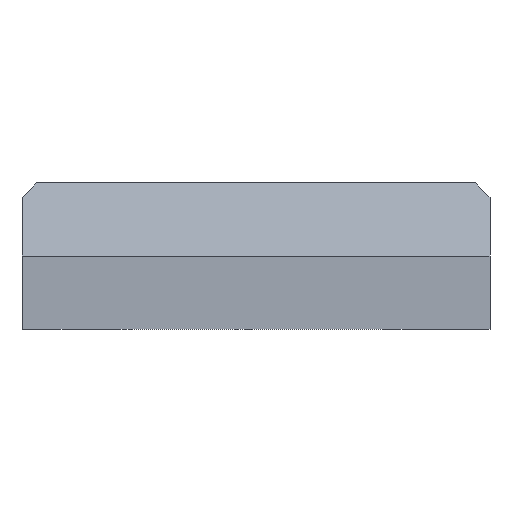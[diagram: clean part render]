
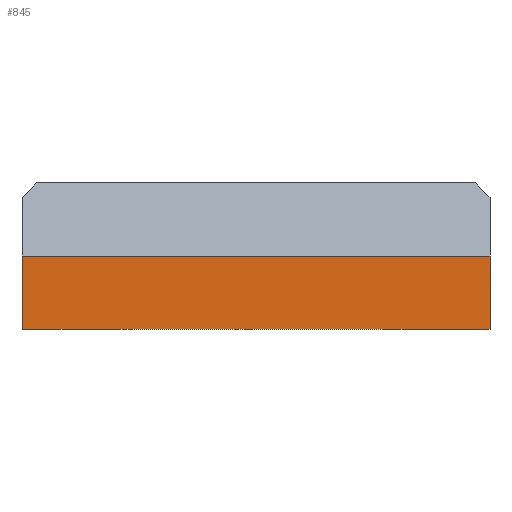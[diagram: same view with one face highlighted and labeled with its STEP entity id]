
A CAD part, front view. The second image highlights one B-rep face of the part: STEP entity #845.
In plain terms, the highlighted planar face has unit normal (0, -1, 0).
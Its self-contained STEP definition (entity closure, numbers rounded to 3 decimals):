
#1 = CARTESIAN_POINT ( 'NONE',  ( 16., -60., 0. ) ) ;
#13 = VERTEX_POINT ( 'NONE', #1 ) ;
#136 = CARTESIAN_POINT ( 'NONE',  ( 16., -60., 10. ) ) ;
#199 = ORIENTED_EDGE ( 'NONE', *, *, #1201, .T. ) ;
#232 = DIRECTION ( 'NONE',  ( 0., 1., 0. ) ) ;
#233 = DIRECTION ( 'NONE',  ( 0., 0., -1. ) ) ;
#237 = LINE ( 'NONE', #903, #627 ) ;
#280 = EDGE_CURVE ( 'NONE', #983, #985, #588, .T. ) ;
#297 = CARTESIAN_POINT ( 'NONE',  ( -16., -60., 5. ) ) ;
#327 = PLANE ( 'NONE',  #935 ) ;
#406 = DIRECTION ( 'NONE',  ( 1., 0., 0. ) ) ;
#429 = EDGE_CURVE ( 'NONE', #983, #1080, #1117, .T. ) ;
#473 = CARTESIAN_POINT ( 'NONE',  ( -16., -60., 0. ) ) ;
#502 = VECTOR ( 'NONE', #233, 1000. ) ;
#503 = DIRECTION ( 'NONE',  ( 1., 0., 0. ) ) ;
#537 = CARTESIAN_POINT ( 'NONE',  ( -16., -60., 5. ) ) ;
#564 = VECTOR ( 'NONE', #706, 1000. ) ;
#585 = ORIENTED_EDGE ( 'NONE', *, *, #280, .F. ) ;
#588 = LINE ( 'NONE', #297, #1089 ) ;
#627 = VECTOR ( 'NONE', #406, 1000. ) ;
#703 = EDGE_CURVE ( 'NONE', #985, #13, #1208, .T. ) ;
#705 = ORIENTED_EDGE ( 'NONE', *, *, #703, .F. ) ;
#706 = DIRECTION ( 'NONE',  ( 0., 0., -1. ) ) ;
#822 = FACE_OUTER_BOUND ( 'NONE', #1069, .T. ) ;
#827 = CARTESIAN_POINT ( 'NONE',  ( -16., -60., 10. ) ) ;
#845 = ADVANCED_FACE ( 'NONE', ( #822 ), #327, .F. ) ;
#903 = CARTESIAN_POINT ( 'NONE',  ( -16., -60., 0. ) ) ;
#933 = CARTESIAN_POINT ( 'NONE',  ( 16., -60., 5. ) ) ;
#935 = AXIS2_PLACEMENT_3D ( 'NONE', #827, #232, #1113 ) ;
#983 = VERTEX_POINT ( 'NONE', #537 ) ;
#985 = VERTEX_POINT ( 'NONE', #933 ) ;
#1069 = EDGE_LOOP ( 'NONE', ( #585, #1176, #199, #705 ) ) ;
#1080 = VERTEX_POINT ( 'NONE', #473 ) ;
#1089 = VECTOR ( 'NONE', #503, 1000. ) ;
#1106 = CARTESIAN_POINT ( 'NONE',  ( -16., -60., 10. ) ) ;
#1113 = DIRECTION ( 'NONE',  ( 0., 0., 1. ) ) ;
#1117 = LINE ( 'NONE', #1106, #502 ) ;
#1176 = ORIENTED_EDGE ( 'NONE', *, *, #429, .T. ) ;
#1201 = EDGE_CURVE ( 'NONE', #1080, #13, #237, .T. ) ;
#1208 = LINE ( 'NONE', #136, #564 ) ;
